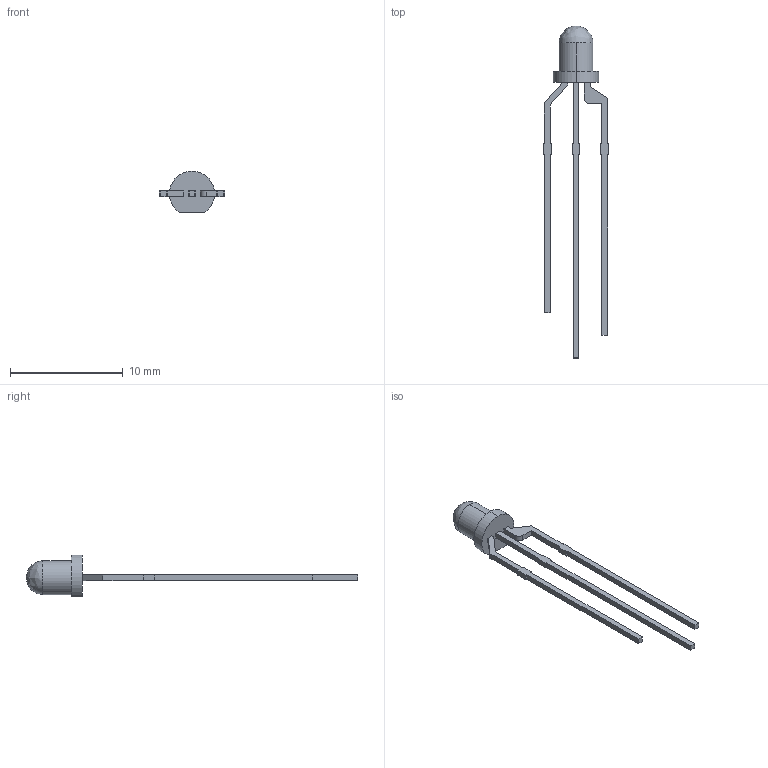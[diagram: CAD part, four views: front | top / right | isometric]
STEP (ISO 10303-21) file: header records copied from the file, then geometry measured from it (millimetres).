
FILE_DESCRIPTION (( 'STEP AP214' ), '1' );
FILE_NAME ('User Library-led 3mm 3 pin.STEP', '2020-01-13T08:37:05', ( '' ), ( '' ), 'SwSTEP 2.0', 'SolidWorks 2019', '' );
FILE_SCHEMA (( 'AUTOMOTIVE_DESIGN' ));
Length unit declared in the file: millimetre
Products named in the file (5): Imported_2; Imported_3; Imported; Imported_4; User Library-led 3mm 3 pin
Assembly tree (4 placements, depth 2):
  User Library-led 3mm 3 pin
    Imported
    Imported_2
    Imported_3
    Imported_4
Bounding box: 5.78 x 29.4 x 3.7 mm (x, y, z)
Volume: 54.9 mm3; surface area: 211.5 mm2
Topology: 4 solids, 4 shells, 74 faces, 190 edges, 126 vertices
Faces by surface type: plane 68, cylinder 5, bspline 1
Entity records: 3223 total; most frequent: CARTESIAN_POINT 410, ORIENTED_EDGE 376, DIRECTION 360, EDGE_CURVE 188, VECTOR 176, LINE 176, VERTEX_POINT 126, AXIS2_PLACEMENT_3D 92
